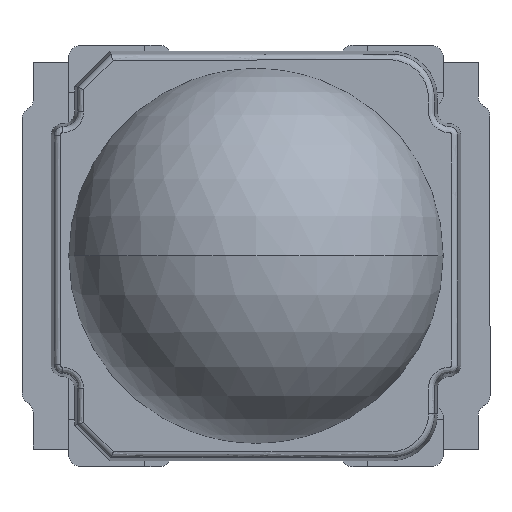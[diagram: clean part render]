
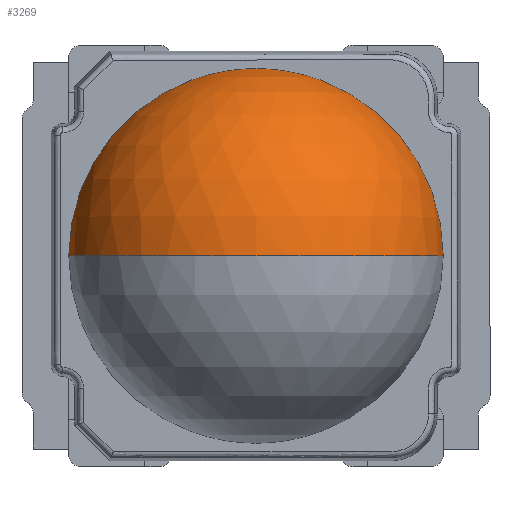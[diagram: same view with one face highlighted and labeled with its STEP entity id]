
A CAD part, top view. The second image highlights one B-rep face of the part: STEP entity #3269.
In plain terms, the highlighted spherical face has radius 1.608 mm.
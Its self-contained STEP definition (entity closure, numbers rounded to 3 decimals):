
#1067 = CARTESIAN_POINT ( 'NONE',  ( 0., 0., -0.158 ) ) ;
#1069 = VERTEX_POINT ( 'NONE', #1871 ) ;
#1196 = DIRECTION ( 'NONE',  ( 0., -1., 0. ) ) ;
#1562 = AXIS2_PLACEMENT_3D ( 'NONE', #5738, #1196, #6477 ) ;
#1704 = CARTESIAN_POINT ( 'NONE',  ( 0., 0., 0. ) ) ;
#1788 = ORIENTED_EDGE ( 'NONE', *, *, #7658, .F. ) ;
#1871 = CARTESIAN_POINT ( 'NONE',  ( 0., 0., 1.45 ) ) ;
#2504 = SPHERICAL_SURFACE ( 'NONE', #8500, 1.608 ) ;
#3269 = ADVANCED_FACE ( 'NONE', ( #4246 ), #2504, .T. ) ;
#3290 = EDGE_CURVE ( 'NONE', #1069, #8987, #6031, .T. ) ;
#3588 = CARTESIAN_POINT ( 'NONE',  ( -1.6, 0., 0. ) ) ;
#3764 = AXIS2_PLACEMENT_3D ( 'NONE', #1067, #4014, #9246 ) ;
#3806 = ORIENTED_EDGE ( 'NONE', *, *, #4911, .F. ) ;
#3873 = CARTESIAN_POINT ( 'NONE',  ( 1.6, 0., 0. ) ) ;
#4014 = DIRECTION ( 'NONE',  ( 0., 1., 0. ) ) ;
#4024 = ORIENTED_EDGE ( 'NONE', *, *, #3290, .T. ) ;
#4047 = DIRECTION ( 'NONE',  ( -1., 0., 0. ) ) ;
#4246 = FACE_OUTER_BOUND ( 'NONE', #5468, .T. ) ;
#4836 = CARTESIAN_POINT ( 'NONE',  ( 0., 0., -0.158 ) ) ;
#4911 = EDGE_CURVE ( 'NONE', #5707, #8987, #9534, .T. ) ;
#4922 = AXIS2_PLACEMENT_3D ( 'NONE', #1704, #8448, #6277 ) ;
#5264 = CIRCLE ( 'NONE', #1562, 1.608 ) ;
#5468 = EDGE_LOOP ( 'NONE', ( #1788, #4024, #3806 ) ) ;
#5707 = VERTEX_POINT ( 'NONE', #3588 ) ;
#5738 = CARTESIAN_POINT ( 'NONE',  ( 0., 0., -0.158 ) ) ;
#6031 = CIRCLE ( 'NONE', #3764, 1.608 ) ;
#6277 = DIRECTION ( 'NONE',  ( -1., 0., 0. ) ) ;
#6477 = DIRECTION ( 'NONE',  ( 0., 0., -1. ) ) ;
#7658 = EDGE_CURVE ( 'NONE', #1069, #5707, #5264, .T. ) ;
#8448 = DIRECTION ( 'NONE',  ( 0., 0., -1. ) ) ;
#8488 = DIRECTION ( 'NONE',  ( 0., 1., 0. ) ) ;
#8500 = AXIS2_PLACEMENT_3D ( 'NONE', #4836, #8488, #4047 ) ;
#8987 = VERTEX_POINT ( 'NONE', #3873 ) ;
#9246 = DIRECTION ( 'NONE',  ( -1., 0., 0. ) ) ;
#9534 = CIRCLE ( 'NONE', #4922, 1.6 ) ;
